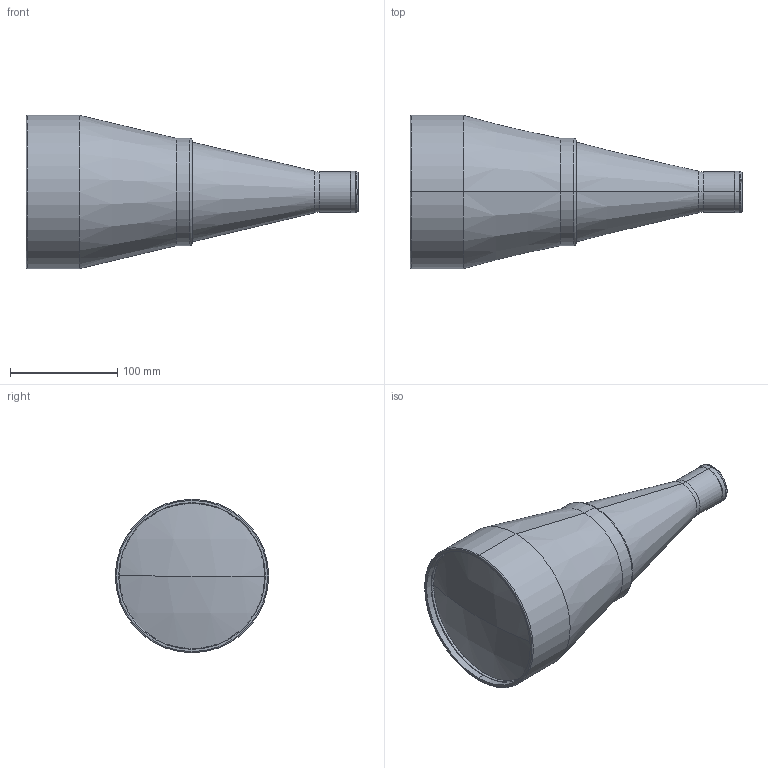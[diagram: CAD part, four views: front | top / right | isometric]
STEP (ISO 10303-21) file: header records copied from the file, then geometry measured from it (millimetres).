
FILE_DESCRIPTION (( 'STEP AP214' ), '1' );
FILE_NAME ('LTCL96.STEP', '2011-09-30T06:45:00', ( '--' ), ( '' ), 'SwSTEP 2.0', 'SolidWorks 2011', '' );
FILE_SCHEMA (( 'AUTOMOTIVE_DESIGN' ));
Length unit declared in the file: millimetre
Products named in the file (1): LTCL96
Bounding box: 309.6 x 143 x 143 mm (x, y, z)
Surface area: 126186.1 mm2 (no closed solid volume)
Topology: 0 solids, 10 shells, 99 faces, 299 edges, 212 vertices
Faces by surface type: cylinder 48, plane 29, cone 10, torus 6, bspline 4, sphere 2
Entity records: 4648 total; most frequent: CARTESIAN_POINT 701, DIRECTION 649, ORIENTED_EDGE 512, EDGE_CURVE 299, AXIS2_PLACEMENT_3D 264, VERTEX_POINT 212, CIRCLE 168, EDGE_LOOP 138
